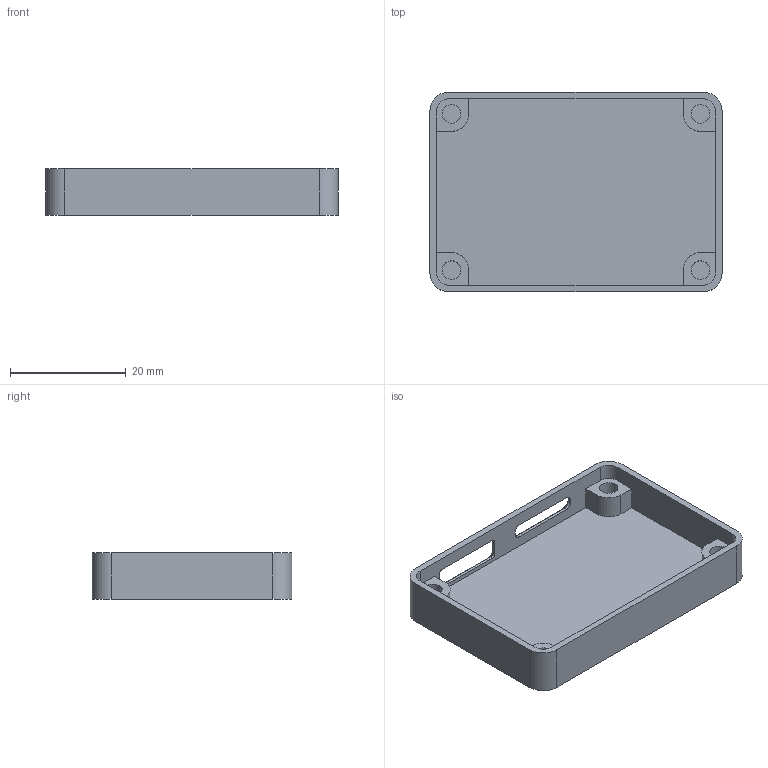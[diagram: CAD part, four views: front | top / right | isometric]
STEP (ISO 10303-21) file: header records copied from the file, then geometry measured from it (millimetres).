
FILE_DESCRIPTION(('FreeCAD Model'),'2;1');
FILE_NAME('Open CASCADE Shape Model','2025-07-03T14:13:21',(''),(''), 'Open CASCADE STEP processor 7.7','FreeCAD','Unknown');
FILE_SCHEMA(('AUTOMOTIVE_DESIGN { 1 0 10303 214 1 1 1 1 }'));
Length unit declared in the file: millimetre
Products named in the file (1): Chamfer
Bounding box: 50.5 x 34.5 x 8 mm (x, y, z)
Volume: 3479.2 mm3; surface area: 5898.6 mm2
Topology: 1 solids, 1 shells, 75 faces, 188 edges, 120 vertices
Faces by surface type: plane 43, cylinder 24, cone 8
Full cylindrical faces by diameter (mm): 3.2 x4
Entity records: 2260 total; most frequent: DIRECTION 396, CARTESIAN_POINT 384, ORIENTED_EDGE 376, EDGE_CURVE 188, AXIS2_PLACEMENT_3D 132, LINE 132, VECTOR 132, VERTEX_POINT 120
